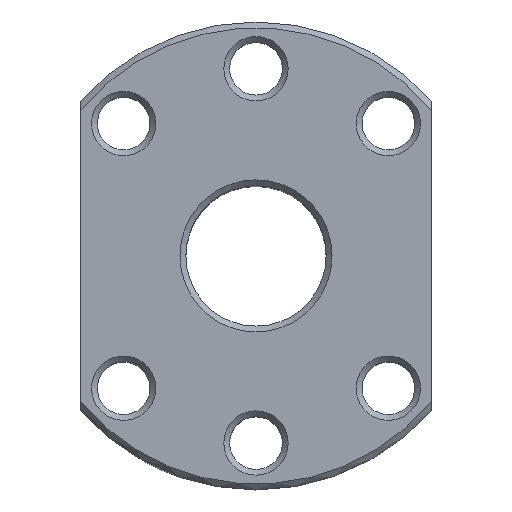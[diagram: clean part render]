
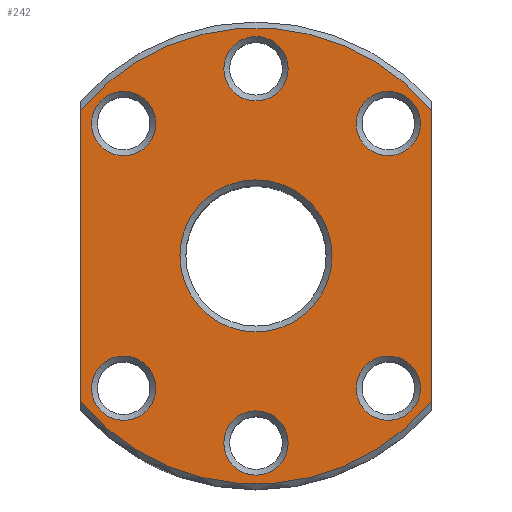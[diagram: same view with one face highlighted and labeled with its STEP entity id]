
A CAD part, top view. The second image highlights one B-rep face of the part: STEP entity #242.
In plain terms, the highlighted planar face has unit normal (0, 0, 1).
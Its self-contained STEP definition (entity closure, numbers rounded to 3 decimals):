
#207=CIRCLE('',#2619,6.5);
#208=CIRCLE('',#2620,2.75);
#209=CIRCLE('',#2621,2.75);
#210=CIRCLE('',#2622,2.75);
#211=CIRCLE('',#2623,2.75);
#212=CIRCLE('',#2624,2.75);
#213=CIRCLE('',#2625,2.75);
#214=CIRCLE('',#2626,19.5);
#215=CIRCLE('',#2627,19.5);
#242=ADVANCED_FACE('',(#499,#500,#501,#502,#503,#504,#505,#506),#387,.T.);
#387=PLANE('',#2628);
#499=FACE_BOUND('',#588,.T.);
#500=FACE_BOUND('',#589,.T.);
#501=FACE_BOUND('',#590,.T.);
#502=FACE_BOUND('',#591,.T.);
#503=FACE_BOUND('',#592,.T.);
#504=FACE_BOUND('',#593,.T.);
#505=FACE_BOUND('',#594,.T.);
#506=FACE_BOUND('',#595,.T.);
#588=EDGE_LOOP('',(#938));
#589=EDGE_LOOP('',(#939));
#590=EDGE_LOOP('',(#940));
#591=EDGE_LOOP('',(#941));
#592=EDGE_LOOP('',(#942));
#593=EDGE_LOOP('',(#943));
#594=EDGE_LOOP('',(#944));
#595=EDGE_LOOP('',(#945,#946,#947,#948));
#938=ORIENTED_EDGE('',*,*,#1845,.T.);
#939=ORIENTED_EDGE('',*,*,#1846,.T.);
#940=ORIENTED_EDGE('',*,*,#1847,.T.);
#941=ORIENTED_EDGE('',*,*,#1848,.T.);
#942=ORIENTED_EDGE('',*,*,#1849,.T.);
#943=ORIENTED_EDGE('',*,*,#1850,.T.);
#944=ORIENTED_EDGE('',*,*,#1851,.T.);
#945=ORIENTED_EDGE('',*,*,#1852,.F.);
#946=ORIENTED_EDGE('',*,*,#1853,.T.);
#947=ORIENTED_EDGE('',*,*,#1800,.F.);
#948=ORIENTED_EDGE('',*,*,#1854,.T.);
#1565=VERTEX_POINT('',#3607);
#1566=VERTEX_POINT('',#3608);
#1610=VERTEX_POINT('',#3824);
#1611=VERTEX_POINT('',#3826);
#1612=VERTEX_POINT('',#3828);
#1613=VERTEX_POINT('',#3830);
#1614=VERTEX_POINT('',#3832);
#1615=VERTEX_POINT('',#3834);
#1616=VERTEX_POINT('',#3836);
#1617=VERTEX_POINT('',#3838);
#1618=VERTEX_POINT('',#3839);
#1800=EDGE_CURVE('',#1565,#1566,#2126,.T.);
#1845=EDGE_CURVE('',#1610,#1610,#207,.T.);
#1846=EDGE_CURVE('',#1611,#1611,#208,.T.);
#1847=EDGE_CURVE('',#1612,#1612,#209,.T.);
#1848=EDGE_CURVE('',#1613,#1613,#210,.T.);
#1849=EDGE_CURVE('',#1614,#1614,#211,.T.);
#1850=EDGE_CURVE('',#1615,#1615,#212,.T.);
#1851=EDGE_CURVE('',#1616,#1616,#213,.T.);
#1852=EDGE_CURVE('',#1617,#1618,#2161,.T.);
#1853=EDGE_CURVE('',#1617,#1566,#214,.T.);
#1854=EDGE_CURVE('',#1565,#1618,#215,.T.);
#2126=LINE('',#3606,#2374);
#2161=LINE('',#3837,#2409);
#2374=VECTOR('',#2804,1.);
#2409=VECTOR('',#2859,1.);
#2619=AXIS2_PLACEMENT_3D('',#3823,#2845,#2846);
#2620=AXIS2_PLACEMENT_3D('',#3825,#2847,#2848);
#2621=AXIS2_PLACEMENT_3D('',#3827,#2849,#2850);
#2622=AXIS2_PLACEMENT_3D('',#3829,#2851,#2852);
#2623=AXIS2_PLACEMENT_3D('',#3831,#2853,#2854);
#2624=AXIS2_PLACEMENT_3D('',#3833,#2855,#2856);
#2625=AXIS2_PLACEMENT_3D('',#3835,#2857,#2858);
#2626=AXIS2_PLACEMENT_3D('',#3840,#2860,#2861);
#2627=AXIS2_PLACEMENT_3D('',#3841,#2862,#2863);
#2628=AXIS2_PLACEMENT_3D('',#3842,#2864,#2865);
#2804=DIRECTION('',(0.,1.,0.));
#2845=DIRECTION('',(0.,0.,-1.));
#2846=DIRECTION('',(1.,0.,0.));
#2847=DIRECTION('',(0.,0.,-1.));
#2848=DIRECTION('',(1.,0.,0.));
#2849=DIRECTION('',(0.,0.,-1.));
#2850=DIRECTION('',(1.,0.,0.));
#2851=DIRECTION('',(0.,0.,-1.));
#2852=DIRECTION('',(1.,0.,0.));
#2853=DIRECTION('',(0.,0.,-1.));
#2854=DIRECTION('',(1.,0.,0.));
#2855=DIRECTION('',(0.,0.,-1.));
#2856=DIRECTION('',(1.,0.,0.));
#2857=DIRECTION('',(0.,0.,-1.));
#2858=DIRECTION('',(1.,0.,0.));
#2859=DIRECTION('',(0.,-1.,0.));
#2860=DIRECTION('',(0.,0.,1.));
#2861=DIRECTION('',(1.,0.,0.));
#2862=DIRECTION('',(0.,0.,1.));
#2863=DIRECTION('',(1.,0.,0.));
#2864=DIRECTION('',(0.,0.,1.));
#2865=DIRECTION('',(1.,0.,0.));
#3606=CARTESIAN_POINT('',(-15.,0.,0.));
#3607=CARTESIAN_POINT('',(-15.,-12.46,0.));
#3608=CARTESIAN_POINT('',(-15.,12.46,0.));
#3823=CARTESIAN_POINT('',(0.,0.,0.));
#3824=CARTESIAN_POINT('',(6.5,0.,0.));
#3825=CARTESIAN_POINT('',(-11.314,11.314,0.));
#3826=CARTESIAN_POINT('',(-8.564,11.314,0.));
#3827=CARTESIAN_POINT('',(-11.314,-11.314,0.));
#3828=CARTESIAN_POINT('',(-8.564,-11.314,0.));
#3829=CARTESIAN_POINT('',(0.,-16.,0.));
#3830=CARTESIAN_POINT('',(2.75,-16.,0.));
#3831=CARTESIAN_POINT('',(11.314,-11.314,0.));
#3832=CARTESIAN_POINT('',(14.064,-11.314,0.));
#3833=CARTESIAN_POINT('',(11.314,11.314,0.));
#3834=CARTESIAN_POINT('',(14.064,11.314,0.));
#3835=CARTESIAN_POINT('',(0.,16.,0.));
#3836=CARTESIAN_POINT('',(2.75,16.,0.));
#3837=CARTESIAN_POINT('',(15.,0.,0.));
#3838=CARTESIAN_POINT('',(15.,12.46,0.));
#3839=CARTESIAN_POINT('',(15.,-12.46,0.));
#3840=CARTESIAN_POINT('',(0.,0.,0.));
#3841=CARTESIAN_POINT('',(0.,0.,0.));
#3842=CARTESIAN_POINT('',(0.,0.,0.));
